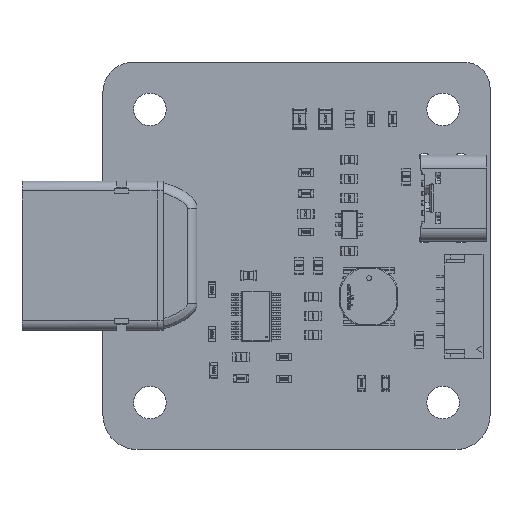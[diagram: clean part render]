
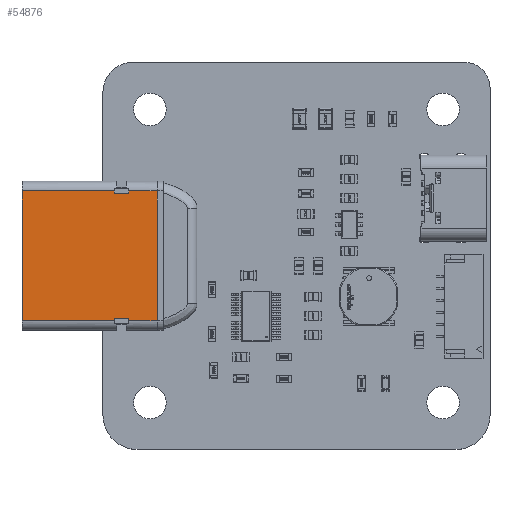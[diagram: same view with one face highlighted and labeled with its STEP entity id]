
A CAD part, top view. The second image highlights one B-rep face of the part: STEP entity #54876.
In plain terms, the highlighted face is planar.
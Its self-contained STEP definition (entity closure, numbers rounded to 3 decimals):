
#54833 = VERTEX_POINT('',#54834);
#54834 = CARTESIAN_POINT('',(6.75,4.2,-10.1));
#54858 = VERTEX_POINT('',#54859);
#54859 = CARTESIAN_POINT('',(6.75,4.2,-13.05));
#54866 = EDGE_CURVE('',#54833,#54858,#54867,.T.);
#54867 = LINE('',#54868,#54869);
#54868 = CARTESIAN_POINT('',(6.75,4.2,-15.606));
#54869 = VECTOR('',#54870,1.);
#54870 = DIRECTION('',(0.,0.,-1.));
#54876 = ADVANCED_FACE('',(#54877),#54966,.T.);
#54877 = FACE_BOUND('',#54878,.T.);
#54878 = EDGE_LOOP('',(#54879,#54889,#54897,#54905,#54913,#54921,#54929,
    #54937,#54945,#54951,#54952,#54960));
#54879 = ORIENTED_EDGE('',*,*,#54880,.F.);
#54880 = EDGE_CURVE('',#54881,#54883,#54885,.T.);
#54881 = VERTEX_POINT('',#54882);
#54882 = CARTESIAN_POINT('',(-6.5,4.2,-10.1));
#54883 = VERTEX_POINT('',#54884);
#54884 = CARTESIAN_POINT('',(-6.75,4.2,-10.1));
#54885 = LINE('',#54886,#54887);
#54886 = CARTESIAN_POINT('',(-7.,4.2,-10.1));
#54887 = VECTOR('',#54888,1.);
#54888 = DIRECTION('',(-1.,-0.,0.));
#54889 = ORIENTED_EDGE('',*,*,#54890,.F.);
#54890 = EDGE_CURVE('',#54891,#54881,#54893,.T.);
#54891 = VERTEX_POINT('',#54892);
#54892 = CARTESIAN_POINT('',(-6.5,4.2,-8.6));
#54893 = LINE('',#54894,#54895);
#54894 = CARTESIAN_POINT('',(-6.5,4.2,-8.6));
#54895 = VECTOR('',#54896,1.);
#54896 = DIRECTION('',(0.,0.,-1.));
#54897 = ORIENTED_EDGE('',*,*,#54898,.F.);
#54898 = EDGE_CURVE('',#54899,#54891,#54901,.T.);
#54899 = VERTEX_POINT('',#54900);
#54900 = CARTESIAN_POINT('',(-6.75,4.2,-8.6));
#54901 = LINE('',#54902,#54903);
#54902 = CARTESIAN_POINT('',(-7.,4.2,-8.6));
#54903 = VECTOR('',#54904,1.);
#54904 = DIRECTION('',(1.,0.,0.));
#54905 = ORIENTED_EDGE('',*,*,#54906,.T.);
#54906 = EDGE_CURVE('',#54899,#54907,#54909,.T.);
#54907 = VERTEX_POINT('',#54908);
#54908 = CARTESIAN_POINT('',(-6.75,4.2,1.));
#54909 = LINE('',#54910,#54911);
#54910 = CARTESIAN_POINT('',(-6.75,4.2,-15.606));
#54911 = VECTOR('',#54912,1.);
#54912 = DIRECTION('',(0.,-0.,1.));
#54913 = ORIENTED_EDGE('',*,*,#54914,.T.);
#54914 = EDGE_CURVE('',#54907,#54915,#54917,.T.);
#54915 = VERTEX_POINT('',#54916);
#54916 = CARTESIAN_POINT('',(6.75,4.2,1.));
#54917 = LINE('',#54918,#54919);
#54918 = CARTESIAN_POINT('',(6.75,4.2,1.));
#54919 = VECTOR('',#54920,1.);
#54920 = DIRECTION('',(1.,0.,0.));
#54921 = ORIENTED_EDGE('',*,*,#54922,.T.);
#54922 = EDGE_CURVE('',#54915,#54923,#54925,.T.);
#54923 = VERTEX_POINT('',#54924);
#54924 = CARTESIAN_POINT('',(6.75,4.2,-8.6));
#54925 = LINE('',#54926,#54927);
#54926 = CARTESIAN_POINT('',(6.75,4.2,-15.606));
#54927 = VECTOR('',#54928,1.);
#54928 = DIRECTION('',(0.,0.,-1.));
#54929 = ORIENTED_EDGE('',*,*,#54930,.F.);
#54930 = EDGE_CURVE('',#54931,#54923,#54933,.T.);
#54931 = VERTEX_POINT('',#54932);
#54932 = CARTESIAN_POINT('',(6.5,4.2,-8.6));
#54933 = LINE('',#54934,#54935);
#54934 = CARTESIAN_POINT('',(7.,4.2,-8.6));
#54935 = VECTOR('',#54936,1.);
#54936 = DIRECTION('',(1.,-0.,0.));
#54937 = ORIENTED_EDGE('',*,*,#54938,.F.);
#54938 = EDGE_CURVE('',#54939,#54931,#54941,.T.);
#54939 = VERTEX_POINT('',#54940);
#54940 = CARTESIAN_POINT('',(6.5,4.2,-10.1));
#54941 = LINE('',#54942,#54943);
#54942 = CARTESIAN_POINT('',(6.5,4.2,-8.6));
#54943 = VECTOR('',#54944,1.);
#54944 = DIRECTION('',(-0.,-0.,1.));
#54945 = ORIENTED_EDGE('',*,*,#54946,.F.);
#54946 = EDGE_CURVE('',#54833,#54939,#54947,.T.);
#54947 = LINE('',#54948,#54949);
#54948 = CARTESIAN_POINT('',(7.,4.2,-10.1));
#54949 = VECTOR('',#54950,1.);
#54950 = DIRECTION('',(-1.,0.,0.));
#54951 = ORIENTED_EDGE('',*,*,#54866,.T.);
#54952 = ORIENTED_EDGE('',*,*,#54953,.F.);
#54953 = EDGE_CURVE('',#54954,#54858,#54956,.T.);
#54954 = VERTEX_POINT('',#54955);
#54955 = CARTESIAN_POINT('',(-6.75,4.2,-13.05));
#54956 = LINE('',#54957,#54958);
#54957 = CARTESIAN_POINT('',(6.75,4.2,-13.05));
#54958 = VECTOR('',#54959,1.);
#54959 = DIRECTION('',(1.,-0.,-0.));
#54960 = ORIENTED_EDGE('',*,*,#54961,.T.);
#54961 = EDGE_CURVE('',#54954,#54883,#54962,.T.);
#54962 = LINE('',#54963,#54964);
#54963 = CARTESIAN_POINT('',(-6.75,4.2,-15.606));
#54964 = VECTOR('',#54965,1.);
#54965 = DIRECTION('',(0.,-0.,1.));
#54966 = PLANE('',#54967);
#54967 = AXIS2_PLACEMENT_3D('',#54968,#54969,#54970);
#54968 = CARTESIAN_POINT('',(-6.839,4.2,-15.606));
#54969 = DIRECTION('',(0.,1.,0.));
#54970 = DIRECTION('',(0.,-0.,1.));
